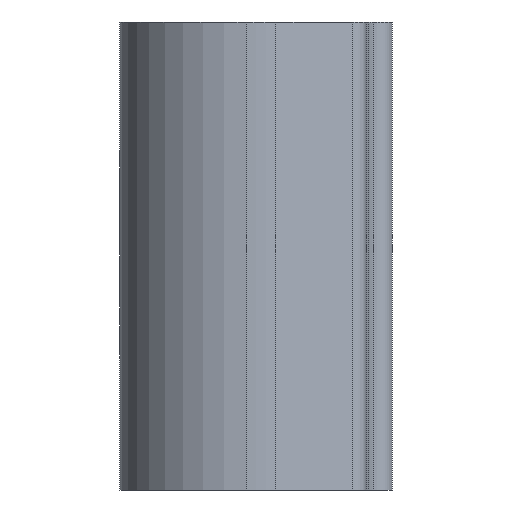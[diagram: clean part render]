
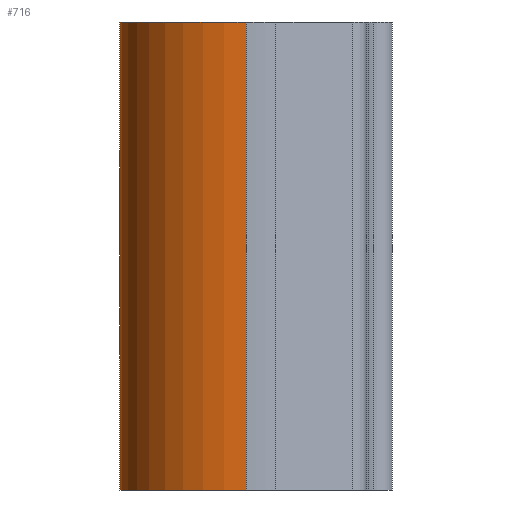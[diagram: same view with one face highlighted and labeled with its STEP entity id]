
A CAD part, left-side view. The second image highlights one B-rep face of the part: STEP entity #716.
In plain terms, the highlighted cylindrical face has radius 3.089 mm (diameter 6.178 mm), a partial arc.
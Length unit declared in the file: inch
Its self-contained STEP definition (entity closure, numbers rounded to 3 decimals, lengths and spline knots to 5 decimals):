
#3 = CYLINDRICAL_SURFACE ( 'NONE', #659, 0.12161 ) ;
#12 = DIRECTION ( 'NONE',  ( 0., 0., -1. ) ) ;
#14 = VERTEX_POINT ( 'NONE', #247 ) ;
#43 = AXIS2_PLACEMENT_3D ( 'NONE', #293, #483, #228 ) ;
#62 = ORIENTED_EDGE ( 'NONE', *, *, #792, .F. ) ;
#73 = VERTEX_POINT ( 'NONE', #804 ) ;
#85 = EDGE_CURVE ( 'NONE', #14, #73, #439, .T. ) ;
#145 = DIRECTION ( 'NONE',  ( 0., 0., -1. ) ) ;
#155 = DIRECTION ( 'NONE',  ( 0., 0., -1. ) ) ;
#199 = CIRCLE ( 'NONE', #43, 0.12161 ) ;
#228 = DIRECTION ( 'NONE',  ( -1., 0., 0. ) ) ;
#247 = CARTESIAN_POINT ( 'NONE',  ( -0.21227, 1.0056, 0. ) ) ;
#271 = AXIS2_PLACEMENT_3D ( 'NONE', #411, #323, #521 ) ;
#293 = CARTESIAN_POINT ( 'NONE',  ( -0.21227, 0.88398, 0.45 ) ) ;
#295 = CARTESIAN_POINT ( 'NONE',  ( -0.21227, 1.0056, 0.45 ) ) ;
#323 = DIRECTION ( 'NONE',  ( 0., 0., 1. ) ) ;
#366 = VECTOR ( 'NONE', #145, 39.37008 ) ;
#367 = LINE ( 'NONE', #689, #366 ) ;
#397 = LINE ( 'NONE', #630, #444 ) ;
#411 = CARTESIAN_POINT ( 'NONE',  ( -0.21227, 0.88398, 0. ) ) ;
#439 = CIRCLE ( 'NONE', #271, 0.12161 ) ;
#442 = ORIENTED_EDGE ( 'NONE', *, *, #85, .T. ) ;
#444 = VECTOR ( 'NONE', #155, 39.37008 ) ;
#483 = DIRECTION ( 'NONE',  ( 0., 0., 1. ) ) ;
#521 = DIRECTION ( 'NONE',  ( -1., 0., 0. ) ) ;
#556 = VERTEX_POINT ( 'NONE', #624 ) ;
#559 = FACE_OUTER_BOUND ( 'NONE', #681, .T. ) ;
#624 = CARTESIAN_POINT ( 'NONE',  ( -0.33388, 0.88398, 0.45 ) ) ;
#630 = CARTESIAN_POINT ( 'NONE',  ( -0.33388, 0.88398, 0.45 ) ) ;
#635 = VERTEX_POINT ( 'NONE', #295 ) ;
#644 = DIRECTION ( 'NONE',  ( -1., 0., 0. ) ) ;
#659 = AXIS2_PLACEMENT_3D ( 'NONE', #660, #12, #644 ) ;
#660 = CARTESIAN_POINT ( 'NONE',  ( -0.21227, 0.88398, 0.45 ) ) ;
#681 = EDGE_LOOP ( 'NONE', ( #718, #62, #820, #442 ) ) ;
#689 = CARTESIAN_POINT ( 'NONE',  ( -0.21227, 1.0056, 0.45 ) ) ;
#716 = ADVANCED_FACE ( 'NONE', ( #559 ), #3, .T. ) ;
#718 = ORIENTED_EDGE ( 'NONE', *, *, #799, .F. ) ;
#789 = EDGE_CURVE ( 'NONE', #635, #14, #367, .T. ) ;
#792 = EDGE_CURVE ( 'NONE', #635, #556, #199, .T. ) ;
#799 = EDGE_CURVE ( 'NONE', #556, #73, #397, .T. ) ;
#804 = CARTESIAN_POINT ( 'NONE',  ( -0.33388, 0.88398, 0. ) ) ;
#820 = ORIENTED_EDGE ( 'NONE', *, *, #789, .T. ) ;
